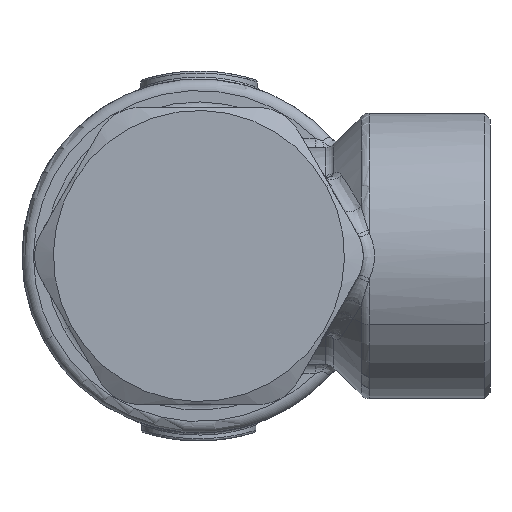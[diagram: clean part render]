
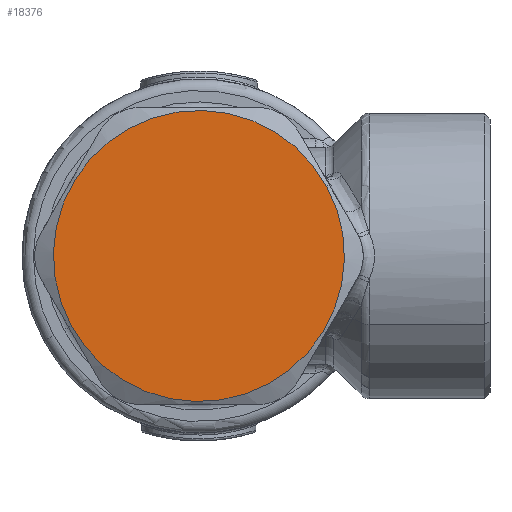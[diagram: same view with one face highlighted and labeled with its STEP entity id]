
A CAD part, front view. The second image highlights one B-rep face of the part: STEP entity #18376.
In plain terms, the highlighted planar face has unit normal (0, -1, 0).
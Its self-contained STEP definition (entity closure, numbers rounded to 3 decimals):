
#16585=CARTESIAN_POINT('Vertex',(11.189,-19.5,6.113)) ;
#16588=CARTESIAN_POINT('Axis2P3D Location',(0.,-19.5,0.)) ;
#16592=CARTESIAN_POINT('Vertex',(-11.189,-19.5,-6.113)) ;
#16652=CARTESIAN_POINT('Axis2P3D Location',(0.,-19.5,0.)) ;
#18367=CARTESIAN_POINT('Axis2P3D Location',(-10.8,-19.5,0.)) ;
#16589=DIRECTION('Axis2P3D Direction',(0.,1.,-0.)) ;
#16653=DIRECTION('Axis2P3D Direction',(0.,1.,-0.)) ;
#18368=DIRECTION('Axis2P3D Direction',(0.,-1.,0.)) ;
#18369=DIRECTION('Axis2P3D XDirection',(1.,0.,0.)) ;
#16590=AXIS2_PLACEMENT_3D('Circle Axis2P3D',#16588,#16589,$) ;
#16654=AXIS2_PLACEMENT_3D('Circle Axis2P3D',#16652,#16653,$) ;
#18370=AXIS2_PLACEMENT_3D('Plane Axis2P3D',#18367,#18368,#18369) ;
#16591=CIRCLE('generated circle',#16590,12.75) ;
#16655=CIRCLE('generated circle',#16654,12.75) ;
#18371=PLANE('',#18370) ;
#16594=EDGE_CURVE('',#16593,#16586,#16591,.F.) ;
#16656=EDGE_CURVE('',#16586,#16593,#16655,.F.) ;
#18373=ORIENTED_EDGE('',*,*,#16594,.T.) ;
#18374=ORIENTED_EDGE('',*,*,#16656,.T.) ;
#18372=EDGE_LOOP('',(#18373,#18374)) ;
#16586=VERTEX_POINT('',#16585) ;
#16593=VERTEX_POINT('',#16592) ;
#18376=ADVANCED_FACE('Body.7',(#18375),#18371,.T.) ;
#18375=FACE_OUTER_BOUND('',#18372,.T.) ;
